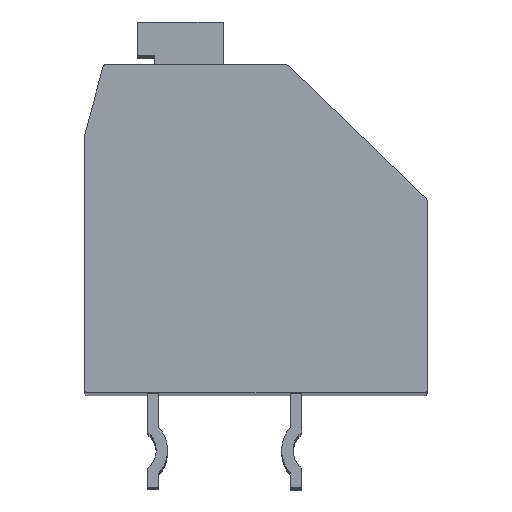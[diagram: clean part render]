
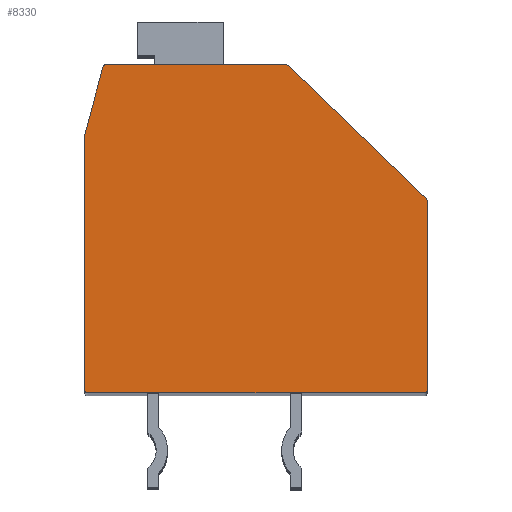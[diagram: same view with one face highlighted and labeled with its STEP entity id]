
A CAD part, top view. The second image highlights one B-rep face of the part: STEP entity #8330.
In plain terms, the highlighted planar face has unit normal (0, 0, 1).
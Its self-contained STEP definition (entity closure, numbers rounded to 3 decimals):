
#471=CARTESIAN_POINT('',(5.9,0.978,2.75));
#472=DIRECTION('',(0.,0.,1.));
#473=DIRECTION('',(1.,0.,0.));
#474=AXIS2_PLACEMENT_3D('',#471,#472,#473);
#476=DIRECTION('',(0.,1.,0.));
#477=VECTOR('',#476,6.628);
#478=CARTESIAN_POINT('',(6.,-5.65,2.75));
#479=LINE('',#478,#477);
#480=CARTESIAN_POINT('',(5.9,-5.65,2.75));
#481=DIRECTION('',(0.,0.,1.));
#482=DIRECTION('',(0.,-1.,0.));
#483=AXIS2_PLACEMENT_3D('',#480,#481,#482);
#485=DIRECTION('',(1.,0.,0.));
#486=VECTOR('',#485,11.8);
#487=CARTESIAN_POINT('',(-5.9,-5.75,2.75));
#488=LINE('',#487,#486);
#489=CARTESIAN_POINT('',(-5.9,-5.65,2.75));
#490=DIRECTION('',(0.,0.,1.));
#491=DIRECTION('',(-1.,0.,0.));
#492=AXIS2_PLACEMENT_3D('',#489,#490,#491);
#494=DIRECTION('',(0.,-1.,0.));
#495=VECTOR('',#494,8.937);
#496=CARTESIAN_POINT('',(-6.,3.287,2.75));
#497=LINE('',#496,#495);
#498=CARTESIAN_POINT('',(-5.9,3.287,2.75));
#499=DIRECTION('',(0.,0.,-1.));
#500=DIRECTION('',(-1.,0.,0.));
#501=AXIS2_PLACEMENT_3D('',#498,#499,#500);
#503=DIRECTION('',(-0.26,-0.966,0.));
#504=VECTOR('',#503,2.447);
#505=CARTESIAN_POINT('',(-5.36,5.676,2.75));
#506=LINE('',#505,#504);
#507=CARTESIAN_POINT('',(-5.263,5.65,2.75));
#508=DIRECTION('',(0.,0.,1.));
#509=DIRECTION('',(0.,1.,0.));
#510=AXIS2_PLACEMENT_3D('',#507,#508,#509);
#512=DIRECTION('',(-1.,0.,0.));
#513=VECTOR('',#512,6.323);
#514=CARTESIAN_POINT('',(1.06,5.75,2.75));
#515=LINE('',#514,#513);
#516=CARTESIAN_POINT('',(1.06,5.65,2.75));
#517=DIRECTION('',(0.,0.,1.));
#518=DIRECTION('',(0.695,0.719,0.));
#519=AXIS2_PLACEMENT_3D('',#516,#517,#518);
#521=DIRECTION('',(-0.719,0.695,0.));
#522=VECTOR('',#521,6.728);
#523=CARTESIAN_POINT('',(5.969,1.049,2.75));
#524=LINE('',#523,#522);
#6131=CARTESIAN_POINT('',(6.,0.978,2.75));
#6132=VERTEX_POINT('',#6131);
#6133=CARTESIAN_POINT('',(5.969,1.049,2.75));
#6134=VERTEX_POINT('',#6133);
#6139=CARTESIAN_POINT('',(5.9,-5.75,2.75));
#6140=VERTEX_POINT('',#6139);
#6141=CARTESIAN_POINT('',(6.,-5.65,2.75));
#6142=VERTEX_POINT('',#6141);
#6147=CARTESIAN_POINT('',(1.129,5.722,2.75));
#6148=CARTESIAN_POINT('',(1.06,5.75,2.75));
#6149=VERTEX_POINT('',#6147);
#6150=VERTEX_POINT('',#6148);
#6151=CARTESIAN_POINT('',(-5.263,5.75,2.75));
#6152=CARTESIAN_POINT('',(-5.36,5.676,2.75));
#6153=VERTEX_POINT('',#6151);
#6154=VERTEX_POINT('',#6152);
#6159=CARTESIAN_POINT('',(-6.,3.287,2.75));
#6161=VERTEX_POINT('',#6159);
#6165=CARTESIAN_POINT('',(-5.997,3.313,2.75));
#6166=VERTEX_POINT('',#6165);
#6171=CARTESIAN_POINT('',(-6.,-5.65,2.75));
#6172=VERTEX_POINT('',#6171);
#6173=CARTESIAN_POINT('',(-5.9,-5.75,2.75));
#6174=VERTEX_POINT('',#6173);
#8308=CARTESIAN_POINT('',(0.,0.,2.75));
#8309=DIRECTION('',(0.,0.,1.));
#8310=DIRECTION('',(1.,0.,0.));
#8311=AXIS2_PLACEMENT_3D('',#8308,#8309,#8310);
#8312=PLANE('',#8311);
#8313=ORIENTED_EDGE('',*,*,#7949,.F.);
#8314=ORIENTED_EDGE('',*,*,#7965,.F.);
#8315=ORIENTED_EDGE('',*,*,#7978,.F.);
#8316=ORIENTED_EDGE('',*,*,#7993,.F.);
#8317=ORIENTED_EDGE('',*,*,#8246,.F.);
#8318=ORIENTED_EDGE('',*,*,#8259,.F.);
#8319=ORIENTED_EDGE('',*,*,#8275,.T.);
#8320=ORIENTED_EDGE('',*,*,#8287,.F.);
#8321=ORIENTED_EDGE('',*,*,#8299,.F.);
#8323=ORIENTED_EDGE('',*,*,#8322,.F.);
#8325=ORIENTED_EDGE('',*,*,#8324,.F.);
#8327=ORIENTED_EDGE('',*,*,#8326,.F.);
#8328=EDGE_LOOP('',(#8313,#8314,#8315,#8316,#8317,#8318,#8319,#8320,#8321,#8323,
#8325,#8327));
#8329=FACE_OUTER_BOUND('',#8328,.F.);
#8330=ADVANCED_FACE('',(#8329),#8312,.T.);
#475=CIRCLE('',#474,0.1);
#484=CIRCLE('',#483,0.1);
#493=CIRCLE('',#492,0.1);
#502=CIRCLE('',#501,0.1);
#511=CIRCLE('',#510,0.1);
#520=CIRCLE('',#519,0.1);
#7949=EDGE_CURVE('',#6132,#6134,#475,.T.);
#7965=EDGE_CURVE('',#6142,#6132,#479,.T.);
#7978=EDGE_CURVE('',#6140,#6142,#484,.T.);
#7993=EDGE_CURVE('',#6174,#6140,#488,.T.);
#8246=EDGE_CURVE('',#6172,#6174,#493,.T.);
#8259=EDGE_CURVE('',#6161,#6172,#497,.T.);
#8275=EDGE_CURVE('',#6161,#6166,#502,.T.);
#8287=EDGE_CURVE('',#6154,#6166,#506,.T.);
#8299=EDGE_CURVE('',#6153,#6154,#511,.T.);
#8322=EDGE_CURVE('',#6150,#6153,#515,.T.);
#8324=EDGE_CURVE('',#6149,#6150,#520,.T.);
#8326=EDGE_CURVE('',#6134,#6149,#524,.T.);
